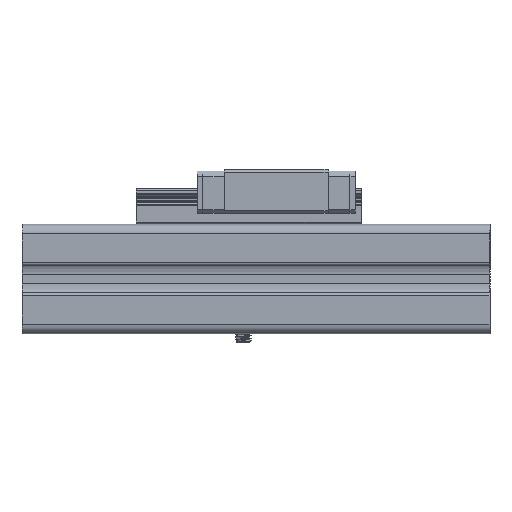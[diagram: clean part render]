
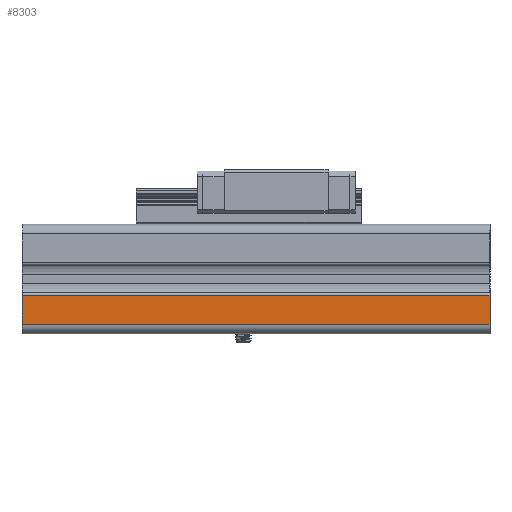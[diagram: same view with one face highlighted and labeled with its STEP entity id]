
A CAD part, left-side view. The second image highlights one B-rep face of the part: STEP entity #8303.
In plain terms, the highlighted planar face has unit normal (-1, 0, 0).
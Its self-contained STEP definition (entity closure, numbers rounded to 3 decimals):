
#1037=FACE_OUTER_BOUND('',#1506,.T.);
#1506=EDGE_LOOP('',(#5564,#5565,#5566,#5567));
#1996=LINE('',#11617,#2690);
#1997=LINE('',#11620,#2691);
#1998=LINE('',#11622,#2692);
#1999=LINE('',#11623,#2693);
#2690=VECTOR('',#9629,1000.);
#2691=VECTOR('',#9632,10.);
#2692=VECTOR('',#9633,10.);
#2693=VECTOR('',#9634,1000.);
#3385=VERTEX_POINT('',#11613);
#3386=VERTEX_POINT('',#11615);
#3387=VERTEX_POINT('',#11619);
#3388=VERTEX_POINT('',#11621);
#4257=EDGE_CURVE('',#3386,#3385,#1996,.T.);
#4258=EDGE_CURVE('',#3387,#3385,#1997,.F.);
#4259=EDGE_CURVE('',#3388,#3386,#1998,.F.);
#4260=EDGE_CURVE('',#3388,#3387,#1999,.T.);
#5564=ORIENTED_EDGE('',*,*,#4258,.T.);
#5565=ORIENTED_EDGE('',*,*,#4257,.F.);
#5566=ORIENTED_EDGE('',*,*,#4259,.F.);
#5567=ORIENTED_EDGE('',*,*,#4260,.T.);
#8114=PLANE('',#8932);
#8303=ADVANCED_FACE('',(#1037),#8114,.F.);
#8932=AXIS2_PLACEMENT_3D('',#11618,#9630,#9631);
#9629=DIRECTION('',(0.,0.,-1.));
#9630=DIRECTION('center_axis',(1.,0.,0.));
#9631=DIRECTION('ref_axis',(0.,1.,0.));
#9632=DIRECTION('',(0.,1.,0.));
#9633=DIRECTION('',(0.,1.,0.));
#9634=DIRECTION('',(0.,0.,-1.));
#11613=CARTESIAN_POINT('',(-10.,3.,-38.2));
#11615=CARTESIAN_POINT('',(-10.,3.,47.2));
#11617=CARTESIAN_POINT('',(-10.,3.,457.2));
#11618=CARTESIAN_POINT('Origin',(-10.,3.,457.2));
#11619=CARTESIAN_POINT('',(-10.,8.25,-38.2));
#11620=CARTESIAN_POINT('',(-10.,-3.25,-38.2));
#11621=CARTESIAN_POINT('',(-10.,8.25,47.2));
#11622=CARTESIAN_POINT('',(-10.,-3.25,47.2));
#11623=CARTESIAN_POINT('',(-10.,8.25,457.2));
